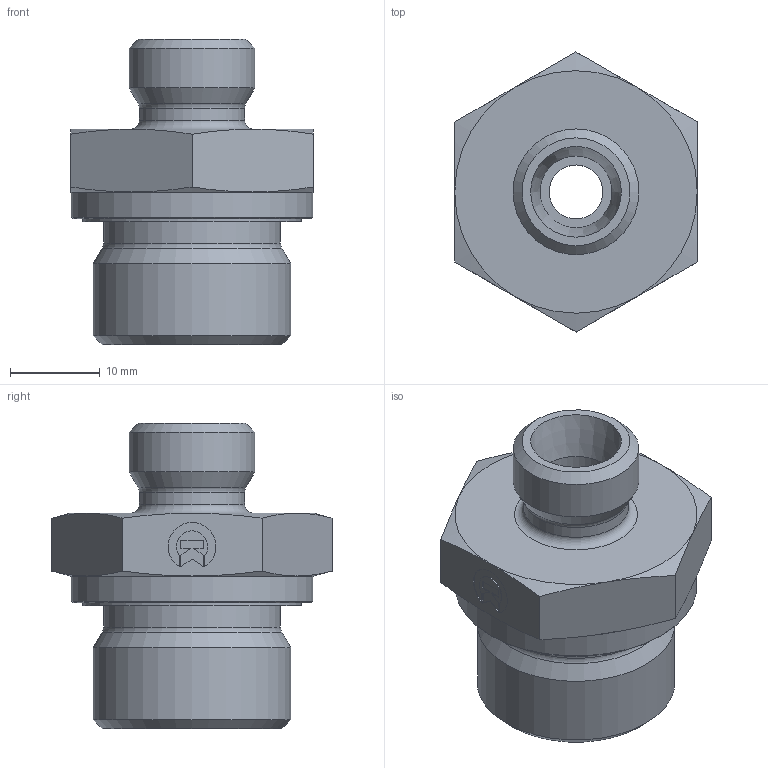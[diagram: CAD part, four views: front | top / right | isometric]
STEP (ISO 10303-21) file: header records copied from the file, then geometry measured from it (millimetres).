
FILE_DESCRIPTION((''),'2;1');
FILE_NAME('094082214.stp','2014-07-29T15:57:20',(''),('KNOMI spol. s r. o.'),'Autodesk Inventor 2012','Autodesk Inventor 2012','');
FILE_SCHEMA(('AUTOMOTIVE_DESIGN { 1 2 10303 214 0 1 1 1 }'));
Length unit declared in the file: millimetre
Products named in the file (3): PHEM2 8LM22  M22x1.5/M14x1; 095 08 2214; 609222200
Assembly tree (2 placements, depth 2):
  PHEM2 8LM22  M22x1.5/M14x1
    095 08 2214
    609222200
Bounding box: 27.01 x 31.18 x 34 mm (x, y, z)
Volume: 8885.1 mm3; surface area: 5227.5 mm2
Topology: 2 solids, 2 shells, 93 faces, 214 edges, 134 vertices
Faces by surface type: plane 45, cone 28, cylinder 15, torus 5
Full cylindrical faces by diameter (mm): 6 x1, 8 x1, 11.7 x1, 14 x2, 19.6 x1, 19.7 x1, 22 x1, 24.3 x1, 24.5 x1, 26.9 x1
Entity records: 2619 total; most frequent: CARTESIAN_POINT 488, DIRECTION 406, ORIENTED_EDGE 372, EDGE_CURVE 186, AXIS2_PLACEMENT_3D 158, VERTEX_POINT 132, EDGE_LOOP 132, FACE_OUTER_BOUND 93
